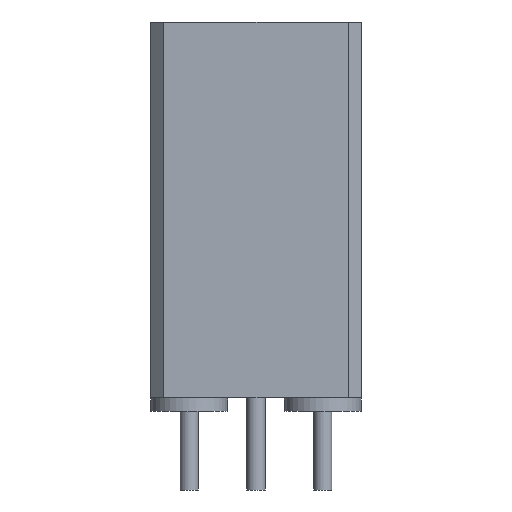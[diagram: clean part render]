
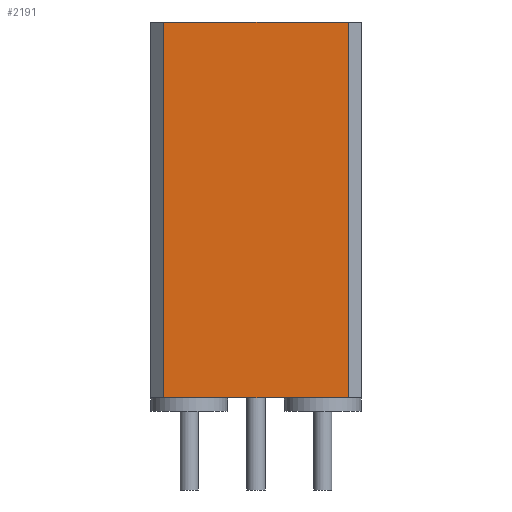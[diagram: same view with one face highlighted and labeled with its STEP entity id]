
A CAD part, left-side view. The second image highlights one B-rep face of the part: STEP entity #2191.
In plain terms, the highlighted planar face has unit normal (-1, 0, 0).
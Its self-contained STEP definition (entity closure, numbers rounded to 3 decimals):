
#1738=CARTESIAN_POINT('',(-4.96,-3.5,0.5));
#1739=VERTEX_POINT('',#1738);
#1746=CARTESIAN_POINT('',(-4.96,3.5,0.5));
#1747=VERTEX_POINT('',#1746);
#1748=CARTESIAN_POINT('',(-4.96,-3.5,0.5));
#1749=DIRECTION('',(0.0,1.0,0.0));
#1750=VECTOR('',#1749,7.0);
#1751=LINE('',#1748,#1750);
#1752=EDGE_CURVE('',#1739,#1747,#1751,.T.);
#1824=CARTESIAN_POINT('',(-4.96,-3.5,14.8));
#1825=VERTEX_POINT('',#1824);
#1832=CARTESIAN_POINT('',(-4.96,-3.5,14.8));
#1833=DIRECTION('',(0.0,0.0,-1.0));
#1834=VECTOR('',#1833,14.3);
#1835=LINE('',#1832,#1834);
#1836=EDGE_CURVE('',#1825,#1739,#1835,.T.);
#1847=CARTESIAN_POINT('',(-4.96,3.5,14.8));
#1848=VERTEX_POINT('',#1847);
#1849=CARTESIAN_POINT('',(-4.96,3.5,0.5));
#1850=DIRECTION('',(0.0,0.0,1.0));
#1851=VECTOR('',#1850,14.3);
#1852=LINE('',#1849,#1851);
#1853=EDGE_CURVE('',#1747,#1848,#1852,.T.);
#1924=CARTESIAN_POINT('',(-4.96,3.5,14.8));
#1925=DIRECTION('',(0.0,-1.0,0.0));
#1926=VECTOR('',#1925,7.0);
#1927=LINE('',#1924,#1926);
#1928=EDGE_CURVE('',#1848,#1825,#1927,.T.);
#2180=CARTESIAN_POINT('',(-4.96,0.,7.65));
#2181=DIRECTION('',(1.0,0.0,0.0));
#2182=DIRECTION('',(0.0,0.0,-1.0));
#2183=AXIS2_PLACEMENT_3D('',#2180,#2181,#2182);
#2184=PLANE('',#2183);
#2185=ORIENTED_EDGE('',*,*,#1836,.F.);
#2186=ORIENTED_EDGE('',*,*,#1928,.F.);
#2187=ORIENTED_EDGE('',*,*,#1853,.F.);
#2188=ORIENTED_EDGE('',*,*,#1752,.F.);
#2189=EDGE_LOOP('',(#2185,#2186,#2187,#2188));
#2190=FACE_OUTER_BOUND('',#2189,.T.);
#2191=ADVANCED_FACE('',(#2190),#2184,.F.);
